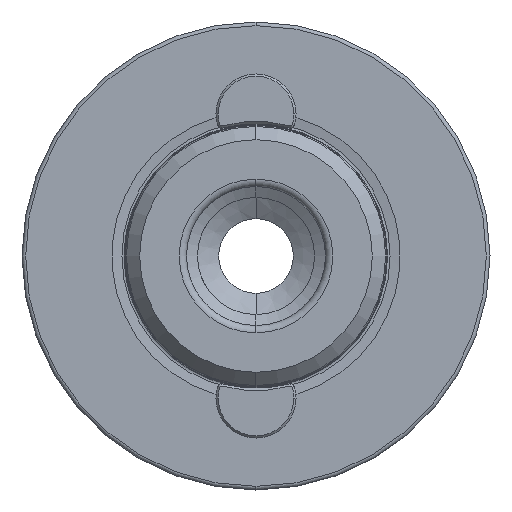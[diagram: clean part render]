
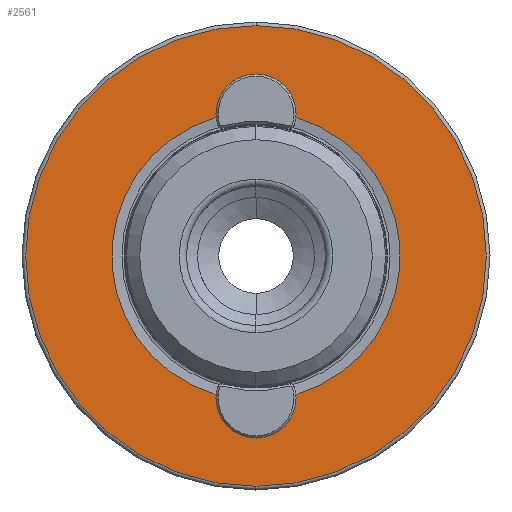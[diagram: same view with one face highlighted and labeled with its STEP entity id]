
A CAD part, left-side view. The second image highlights one B-rep face of the part: STEP entity #2561.
In plain terms, the highlighted planar face has unit normal (-1, 0, 0).
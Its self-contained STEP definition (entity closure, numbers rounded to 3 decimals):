
#36 = ORIENTED_EDGE ( 'NONE', *, *, #2551, .F. ) ;
#78 = VERTEX_POINT ( 'NONE', #910 ) ;
#153 = ORIENTED_EDGE ( 'NONE', *, *, #419, .F. ) ;
#236 = DIRECTION ( 'NONE',  ( -1., 0., 0. ) ) ;
#265 = CARTESIAN_POINT ( 'NONE',  ( 0., 0., -19.715 ) ) ;
#286 = FACE_OUTER_BOUND ( 'NONE', #972, .T. ) ;
#287 = DIRECTION ( 'NONE',  ( -1., 0., 0. ) ) ;
#362 = DIRECTION ( 'NONE',  ( 0., 0., 1. ) ) ;
#419 = EDGE_CURVE ( 'NONE', #4585, #690, #693, .T. ) ;
#556 = AXIS2_PLACEMENT_3D ( 'NONE', #1450, #4263, #1858 ) ;
#585 = CARTESIAN_POINT ( 'NONE',  ( 0., 2.305, -19.58 ) ) ;
#690 = VERTEX_POINT ( 'NONE', #3240 ) ;
#693 = CIRCLE ( 'NONE', #5003, 3. ) ;
#799 = CARTESIAN_POINT ( 'NONE',  ( 0., 0., 21.5 ) ) ;
#843 = CIRCLE ( 'NONE', #556, 31.5 ) ;
#881 = VERTEX_POINT ( 'NONE', #3516 ) ;
#910 = CARTESIAN_POINT ( 'NONE',  ( 0., 0., -31.5 ) ) ;
#972 = EDGE_LOOP ( 'NONE', ( #3115, #2032 ) ) ;
#995 = DIRECTION ( 'NONE',  ( -1., 0., 0. ) ) ;
#1024 = CARTESIAN_POINT ( 'NONE',  ( 0., 0., 31.5 ) ) ;
#1110 = PLANE ( 'NONE',  #5078 ) ;
#1116 = ORIENTED_EDGE ( 'NONE', *, *, #2468, .F. ) ;
#1287 = DIRECTION ( 'NONE',  ( 0., 0., 1. ) ) ;
#1311 = AXIS2_PLACEMENT_3D ( 'NONE', #3407, #995, #3836 ) ;
#1379 = EDGE_CURVE ( 'NONE', #78, #2450, #843, .T. ) ;
#1450 = CARTESIAN_POINT ( 'NONE',  ( 0., 0., 0. ) ) ;
#1503 = DIRECTION ( 'NONE',  ( 1., 0., 0. ) ) ;
#1580 = DIRECTION ( 'NONE',  ( -1., 0., 0. ) ) ;
#1605 = AXIS2_PLACEMENT_3D ( 'NONE', #799, #3632, #1287 ) ;
#1607 = CIRCLE ( 'NONE', #1873, 3. ) ;
#1727 = CIRCLE ( 'NONE', #1311, 31.5 ) ;
#1858 = DIRECTION ( 'NONE',  ( 0., 0., 1. ) ) ;
#1873 = AXIS2_PLACEMENT_3D ( 'NONE', #2634, #236, #3044 ) ;
#2032 = ORIENTED_EDGE ( 'NONE', *, *, #1379, .T. ) ;
#2298 = ORIENTED_EDGE ( 'NONE', *, *, #4283, .F. ) ;
#2303 = FACE_BOUND ( 'NONE', #2853, .T. ) ;
#2366 = AXIS2_PLACEMENT_3D ( 'NONE', #5163, #2771, #362 ) ;
#2412 = EDGE_CURVE ( 'NONE', #2450, #78, #1727, .T. ) ;
#2450 = VERTEX_POINT ( 'NONE', #1024 ) ;
#2468 = EDGE_CURVE ( 'NONE', #3110, #881, #1607, .T. ) ;
#2551 = EDGE_CURVE ( 'NONE', #5096, #3110, #3502, .T. ) ;
#2561 = ADVANCED_FACE ( 'NONE', ( #2303, #286 ), #1110, .F. ) ;
#2634 = CARTESIAN_POINT ( 'NONE',  ( 0., 0., -21.5 ) ) ;
#2698 = CARTESIAN_POINT ( 'NONE',  ( 0., 0., -21.5 ) ) ;
#2771 = DIRECTION ( 'NONE',  ( -1., 0., 0. ) ) ;
#2853 = EDGE_LOOP ( 'NONE', ( #3347, #2298, #153, #3230, #1116, #36 ) ) ;
#3044 = DIRECTION ( 'NONE',  ( 0., 0., 1. ) ) ;
#3095 = DIRECTION ( 'NONE',  ( 0., 0., 1. ) ) ;
#3110 = VERTEX_POINT ( 'NONE', #4274 ) ;
#3115 = ORIENTED_EDGE ( 'NONE', *, *, #2412, .T. ) ;
#3230 = ORIENTED_EDGE ( 'NONE', *, *, #3277, .F. ) ;
#3240 = CARTESIAN_POINT ( 'NONE',  ( 0., 0., 24.5 ) ) ;
#3277 = EDGE_CURVE ( 'NONE', #881, #4585, #4051, .T. ) ;
#3344 = CARTESIAN_POINT ( 'NONE',  ( 0., 0., 21.5 ) ) ;
#3347 = ORIENTED_EDGE ( 'NONE', *, *, #4748, .F. ) ;
#3367 = DIRECTION ( 'NONE',  ( -1., 0., 0. ) ) ;
#3373 = DIRECTION ( 'NONE',  ( 0., 0., 1. ) ) ;
#3407 = CARTESIAN_POINT ( 'NONE',  ( 0., 0., 0. ) ) ;
#3502 = CIRCLE ( 'NONE', #4021, 3. ) ;
#3516 = CARTESIAN_POINT ( 'NONE',  ( 0., -2.305, -19.58 ) ) ;
#3632 = DIRECTION ( 'NONE',  ( -1., 0., 0. ) ) ;
#3662 = CARTESIAN_POINT ( 'NONE',  ( 0., 2.305, 19.58 ) ) ;
#3836 = DIRECTION ( 'NONE',  ( 0., 0., 1. ) ) ;
#3931 = VERTEX_POINT ( 'NONE', #3662 ) ;
#3987 = CIRCLE ( 'NONE', #1605, 3. ) ;
#4001 = CARTESIAN_POINT ( 'NONE',  ( 0., 0., 0. ) ) ;
#4021 = AXIS2_PLACEMENT_3D ( 'NONE', #2698, #287, #3095 ) ;
#4051 = CIRCLE ( 'NONE', #2366, 19.715 ) ;
#4263 = DIRECTION ( 'NONE',  ( -1., 0., 0. ) ) ;
#4274 = CARTESIAN_POINT ( 'NONE',  ( 0., 0., -24.5 ) ) ;
#4283 = EDGE_CURVE ( 'NONE', #690, #3931, #3987, .T. ) ;
#4315 = DIRECTION ( 'NONE',  ( 0., 0., -1. ) ) ;
#4387 = DIRECTION ( 'NONE',  ( 0., 0., 1. ) ) ;
#4584 = CIRCLE ( 'NONE', #4731, 19.715 ) ;
#4585 = VERTEX_POINT ( 'NONE', #4699 ) ;
#4699 = CARTESIAN_POINT ( 'NONE',  ( 0., -2.305, 19.58 ) ) ;
#4731 = AXIS2_PLACEMENT_3D ( 'NONE', #4001, #1580, #4387 ) ;
#4748 = EDGE_CURVE ( 'NONE', #3931, #5096, #4584, .T. ) ;
#5003 = AXIS2_PLACEMENT_3D ( 'NONE', #3344, #3367, #3373 ) ;
#5078 = AXIS2_PLACEMENT_3D ( 'NONE', #265, #1503, #4315 ) ;
#5096 = VERTEX_POINT ( 'NONE', #585 ) ;
#5163 = CARTESIAN_POINT ( 'NONE',  ( 0., 0., 0. ) ) ;
